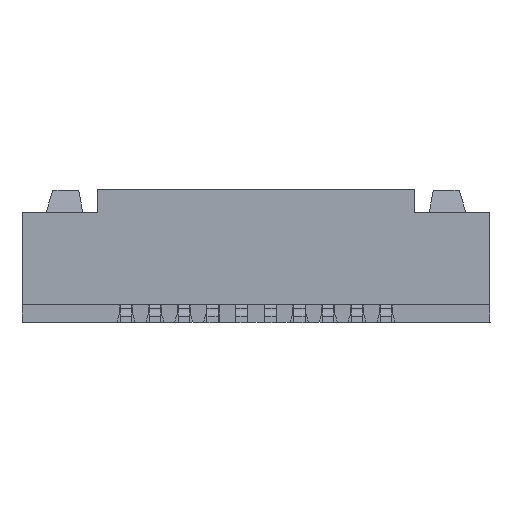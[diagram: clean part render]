
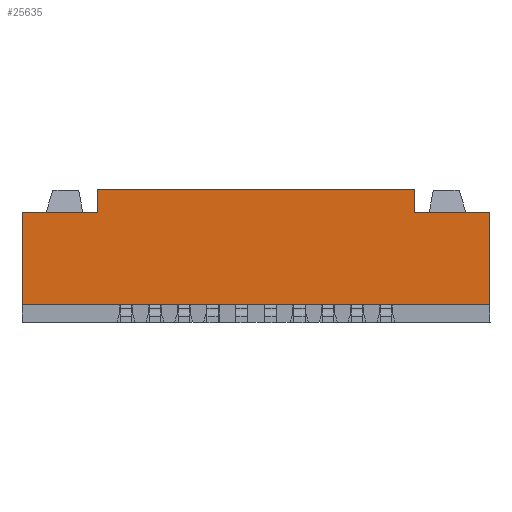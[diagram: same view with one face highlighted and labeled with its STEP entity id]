
A CAD part, front view. The second image highlights one B-rep face of the part: STEP entity #25635.
In plain terms, the highlighted planar face has unit normal (0, -1, 0).
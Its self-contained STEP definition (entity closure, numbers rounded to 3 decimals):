
#1697=DIRECTION('',(1.,0.,0.));
#1698=VECTOR('',#1697,8.1);
#1699=CARTESIAN_POINT('',(14.988,37.528,-11.222));
#1700=LINE('',#1699,#1698);
#1717=DIRECTION('',(0.,0.,-1.));
#1718=VECTOR('',#1717,0.4);
#1719=CARTESIAN_POINT('',(21.788,37.528,-9.222));
#1720=LINE('',#1719,#1718);
#1721=DIRECTION('',(1.,0.,0.));
#1722=VECTOR('',#1721,1.3);
#1723=CARTESIAN_POINT('',(21.788,37.528,-9.622));
#1724=LINE('',#1723,#1722);
#1725=DIRECTION('',(0.,0.,1.));
#1726=VECTOR('',#1725,1.6);
#1727=CARTESIAN_POINT('',(14.988,37.528,-11.222));
#1728=LINE('',#1727,#1726);
#1729=DIRECTION('',(1.,0.,0.));
#1730=VECTOR('',#1729,1.3);
#1731=CARTESIAN_POINT('',(14.988,37.528,-9.622));
#1732=LINE('',#1731,#1730);
#1761=DIRECTION('',(-1.,0.,0.));
#1762=VECTOR('',#1761,5.5);
#1763=CARTESIAN_POINT('',(21.788,37.528,-9.222));
#1764=LINE('',#1763,#1762);
#2725=DIRECTION('',(0.,0.,-1.));
#2726=VECTOR('',#2725,0.4);
#2727=CARTESIAN_POINT('',(16.288,37.528,-9.222));
#2728=LINE('',#2727,#2726);
#10548=DIRECTION('',(0.,0.,-1.));
#10549=VECTOR('',#10548,1.6);
#10550=CARTESIAN_POINT('',(23.088,37.528,
-9.622));
#10551=LINE('',#10550,#10549);
#18315=CARTESIAN_POINT('',(16.288,37.528,
-9.622));
#18316=VERTEX_POINT('',#18315);
#18317=CARTESIAN_POINT('',(14.988,37.528,
-9.622));
#18318=VERTEX_POINT('',#18317);
#18416=CARTESIAN_POINT('',(16.288,37.528,
-9.222));
#18418=VERTEX_POINT('',#18416);
#18662=CARTESIAN_POINT('',(14.988,37.528,
-11.222));
#18664=VERTEX_POINT('',#18662);
#20731=CARTESIAN_POINT('',(21.788,37.528,
-9.622));
#20732=VERTEX_POINT('',#20731);
#20733=CARTESIAN_POINT('',(23.088,37.528,
-9.622));
#20734=VERTEX_POINT('',#20733);
#20785=CARTESIAN_POINT('',(21.788,37.528,
-9.222));
#20786=VERTEX_POINT('',#20785);
#20789=CARTESIAN_POINT('',(23.088,37.528,
-11.222));
#20790=VERTEX_POINT('',#20789);
#25613=CARTESIAN_POINT('',(16.638,37.528,
-10.222));
#25614=DIRECTION('',(0.,1.,0.));
#25615=DIRECTION('',(-1.,0.,0.));
#25616=AXIS2_PLACEMENT_3D('',#25613,#25614,#25615);
#25617=PLANE('',#25616);
#25619=ORIENTED_EDGE('',*,*,#25618,.F.);
#25621=ORIENTED_EDGE('',*,*,#25620,.T.);
#25623=ORIENTED_EDGE('',*,*,#25622,.T.);
#25625=ORIENTED_EDGE('',*,*,#25624,.T.);
#25626=ORIENTED_EDGE('',*,*,#25502,.F.);
#25628=ORIENTED_EDGE('',*,*,#25627,.T.);
#25630=ORIENTED_EDGE('',*,*,#25629,.T.);
#25632=ORIENTED_EDGE('',*,*,#25631,.F.);
#25633=EDGE_LOOP('',(#25619,#25621,#25623,#25625,#25626,#25628,#25630,#25632));
#25634=FACE_OUTER_BOUND('',#25633,.F.);
#25502=EDGE_CURVE('',#18664,#20790,#1700,.T.);
#25618=EDGE_CURVE('',#20786,#18418,#1764,.T.);
#25620=EDGE_CURVE('',#20786,#20732,#1720,.T.);
#25622=EDGE_CURVE('',#20732,#20734,#1724,.T.);
#25624=EDGE_CURVE('',#20734,#20790,#10551,.T.);
#25627=EDGE_CURVE('',#18664,#18318,#1728,.T.);
#25629=EDGE_CURVE('',#18318,#18316,#1732,.T.);
#25631=EDGE_CURVE('',#18418,#18316,#2728,.T.);
#25635=ADVANCED_FACE('',(#25634),#25617,.F.);
